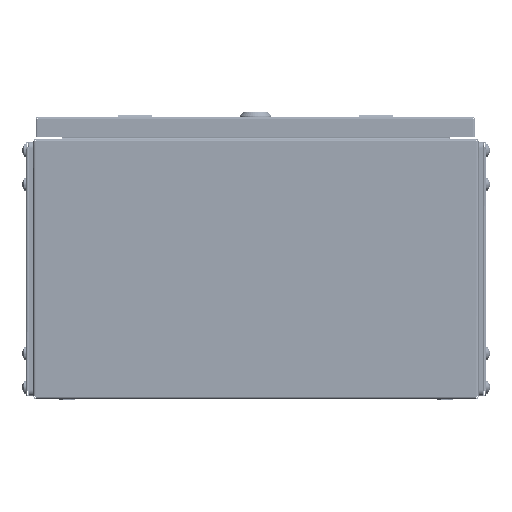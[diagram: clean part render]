
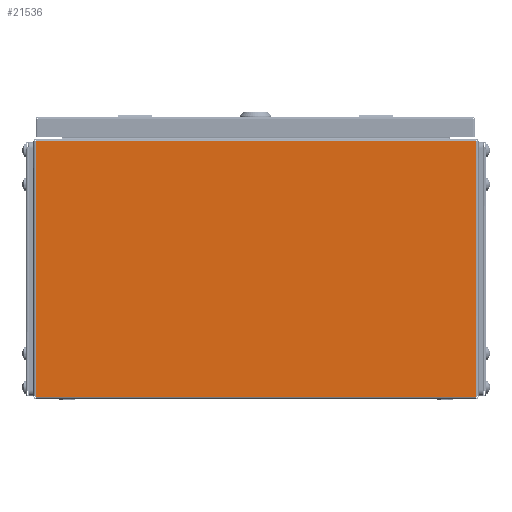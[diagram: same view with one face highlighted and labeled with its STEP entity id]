
A CAD part, left-side view. The second image highlights one B-rep face of the part: STEP entity #21536.
In plain terms, the highlighted planar face has unit normal (-1, 0, 0).
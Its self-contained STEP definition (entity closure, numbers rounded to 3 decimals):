
#1394 = CARTESIAN_POINT ( 'NONE',  ( -250., 0., 0. ) ) ;
#2159 = ORIENTED_EDGE ( 'NONE', *, *, #56529, .T. ) ;
#8832 = CARTESIAN_POINT ( 'NONE',  ( -250., -195.5, 227.5 ) ) ;
#10156 = VECTOR ( 'NONE', #66855, 1000. ) ;
#11226 = CARTESIAN_POINT ( 'NONE',  ( -250., -195.5, 227.5 ) ) ;
#12136 = CARTESIAN_POINT ( 'NONE',  ( -250., 195.5, 227.5 ) ) ;
#14654 = FACE_OUTER_BOUND ( 'NONE', #49396, .T. ) ;
#14803 = LINE ( 'NONE', #67345, #59985 ) ;
#15994 = ORIENTED_EDGE ( 'NONE', *, *, #19396, .T. ) ;
#16824 = CARTESIAN_POINT ( 'NONE',  ( -250., 195.5, 1. ) ) ;
#19396 = EDGE_CURVE ( 'NONE', #33452, #25412, #14803, .T. ) ;
#21536 = ADVANCED_FACE ( 'NONE', ( #14654 ), #60803, .F. ) ;
#25371 = EDGE_CURVE ( 'NONE', #49338, #29078, #60871, .T. ) ;
#25412 = VERTEX_POINT ( 'NONE', #16824 ) ;
#29078 = VERTEX_POINT ( 'NONE', #11226 ) ;
#29824 = EDGE_CURVE ( 'NONE', #49338, #25412, #78642, .T. ) ;
#32933 = ORIENTED_EDGE ( 'NONE', *, *, #25371, .T. ) ;
#33452 = VERTEX_POINT ( 'NONE', #12136 ) ;
#34274 = VECTOR ( 'NONE', #67790, 1000. ) ;
#39326 = CARTESIAN_POINT ( 'NONE',  ( -250., 195.5, 1. ) ) ;
#39629 = CARTESIAN_POINT ( 'NONE',  ( -250., -195.5, 1. ) ) ;
#40845 = DIRECTION ( 'NONE',  ( 0., 0., -1. ) ) ;
#45328 = DIRECTION ( 'NONE',  ( 0., 1., 0. ) ) ;
#47709 = LINE ( 'NONE', #8832, #34274 ) ;
#49338 = VERTEX_POINT ( 'NONE', #39629 ) ;
#49396 = EDGE_LOOP ( 'NONE', ( #2159, #15994, #51926, #32933 ) ) ;
#51926 = ORIENTED_EDGE ( 'NONE', *, *, #29824, .F. ) ;
#53117 = DIRECTION ( 'NONE',  ( 0., 0., -1. ) ) ;
#54383 = DIRECTION ( 'NONE',  ( 1., 0., 0. ) ) ;
#56529 = EDGE_CURVE ( 'NONE', #29078, #33452, #47709, .T. ) ;
#59985 = VECTOR ( 'NONE', #40845, 1000. ) ;
#60803 = PLANE ( 'NONE',  #79716 ) ;
#60871 = LINE ( 'NONE', #72841, #10156 ) ;
#66855 = DIRECTION ( 'NONE',  ( 0., 0., 1. ) ) ;
#67345 = CARTESIAN_POINT ( 'NONE',  ( -250., 195.5, 0. ) ) ;
#67790 = DIRECTION ( 'NONE',  ( 0., 1., 0. ) ) ;
#72841 = CARTESIAN_POINT ( 'NONE',  ( -250., -195.5, 0. ) ) ;
#77228 = VECTOR ( 'NONE', #45328, 1000. ) ;
#78642 = LINE ( 'NONE', #39326, #77228 ) ;
#79716 = AXIS2_PLACEMENT_3D ( 'NONE', #1394, #54383, #53117 ) ;
